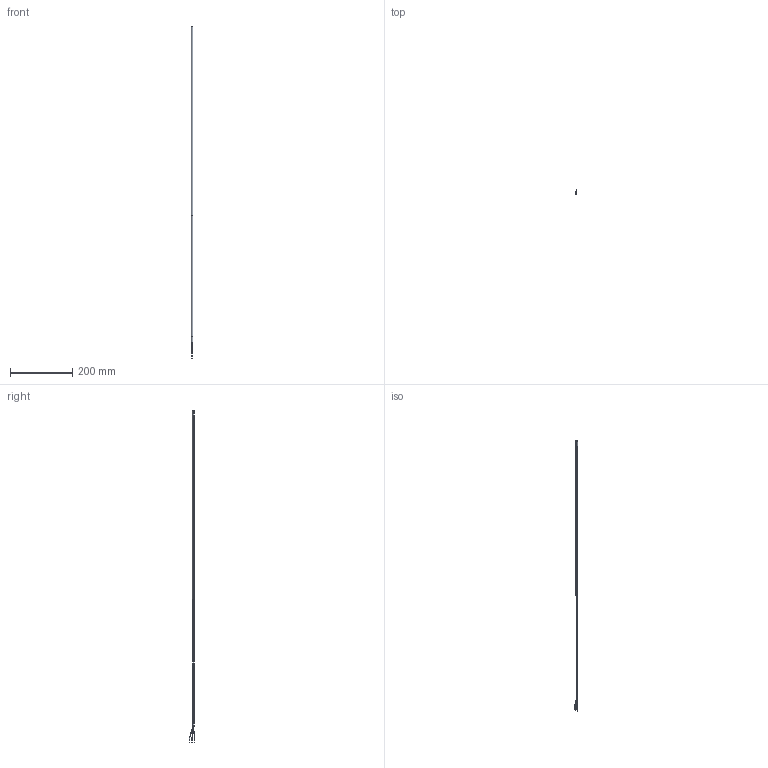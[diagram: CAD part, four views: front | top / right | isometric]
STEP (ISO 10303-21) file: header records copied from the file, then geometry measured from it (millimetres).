
FILE_DESCRIPTION (( 'STEP AP214' ), '1' );
FILE_NAME ('RTD1-V24L06-01.STEP', '2021-06-09T15:37:31', ( '' ), ( '' ), 'SwSTEP 2.0', 'SolidWorks 2017', '' );
FILE_SCHEMA (( 'AUTOMOTIVE_DESIGN' ));
Length unit declared in the file: inch
Products named in the file (1): RTD1-V24L06-01
Bounding box: 6.35 x 18.41 x 1066.8 mm (x, y, z)
Volume: 26162.6 mm3; surface area: 18922.6 mm2
Topology: 4 solids, 4 shells, 44 faces, 92 edges, 58 vertices
Faces by surface type: cylinder 24, plane 13, bspline 7
Entity records: 1946 total; most frequent: CARTESIAN_POINT 366, DIRECTION 208, ORIENTED_EDGE 180, AXIS2_PLACEMENT_3D 92, EDGE_CURVE 90, VERTEX_POINT 58, CIRCLE 54, UNCERTAINTY_MEASURE_WITH_UNIT 50
